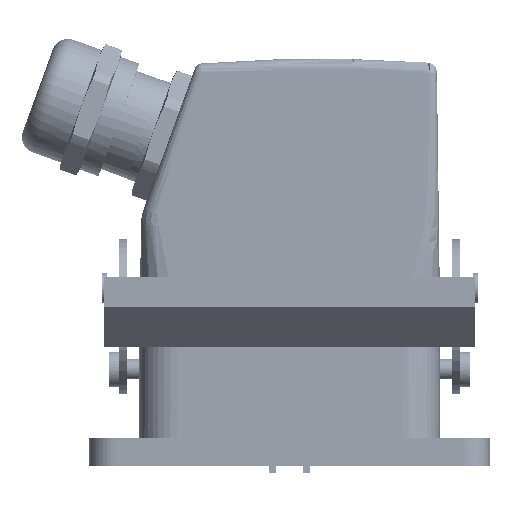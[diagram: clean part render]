
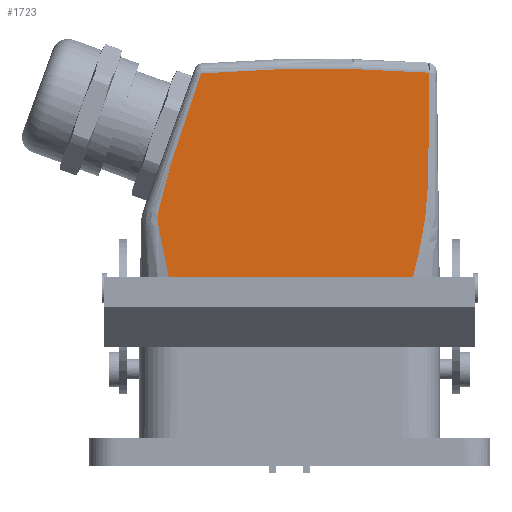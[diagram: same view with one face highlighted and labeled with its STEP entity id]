
A CAD part, left-side view. The second image highlights one B-rep face of the part: STEP entity #1723.
In plain terms, the highlighted planar face has unit normal (-1, 0, 0).
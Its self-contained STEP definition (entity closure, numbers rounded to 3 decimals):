
#1630=AXIS2_PLACEMENT_3D('Plane Axis2P3D',#1627,#1628,#1629) ;
#1634=AXIS2_PLACEMENT_3D('Circle Axis2P3D',#1632,#1633,$) ;
#419=CARTESIAN_POINT('Vertex',(19.5,17.425,30.75)) ;
#422=CARTESIAN_POINT('Line Origine',(19.5,39.947,30.75)) ;
#426=CARTESIAN_POINT('Vertex',(19.5,62.469,30.75)) ;
#1209=CARTESIAN_POINT('Vertex',(19.5,12.091,79.947)) ;
#1580=CARTESIAN_POINT('Control Point',(19.5,12.091,79.947)) ;
#1581=CARTESIAN_POINT('Control Point',(19.5,12.091,79.859)) ;
#1582=CARTESIAN_POINT('Control Point',(19.5,12.091,79.771)) ;
#1583=CARTESIAN_POINT('Control Point',(19.5,12.09,79.685)) ;
#1584=CARTESIAN_POINT('Control Point',(19.5,12.089,79.492)) ;
#1585=CARTESIAN_POINT('Control Point',(19.5,12.089,79.293)) ;
#1586=CARTESIAN_POINT('Control Point',(19.5,12.088,79.195)) ;
#1587=CARTESIAN_POINT('Control Point',(19.5,12.088,78.937)) ;
#1588=CARTESIAN_POINT('Control Point',(19.5,12.087,78.679)) ;
#1589=CARTESIAN_POINT('Control Point',(19.5,12.086,78.509)) ;
#1590=CARTESIAN_POINT('Control Point',(19.5,12.086,78.169)) ;
#1591=CARTESIAN_POINT('Control Point',(19.5,12.085,77.83)) ;
#1592=CARTESIAN_POINT('Control Point',(19.5,12.085,77.66)) ;
#1593=CARTESIAN_POINT('Control Point',(19.5,12.084,77.15)) ;
#1594=CARTESIAN_POINT('Control Point',(19.5,12.085,76.641)) ;
#1595=CARTESIAN_POINT('Control Point',(19.5,12.085,76.301)) ;
#1596=CARTESIAN_POINT('Control Point',(19.5,12.087,75.106)) ;
#1597=CARTESIAN_POINT('Control Point',(19.5,12.092,73.911)) ;
#1598=CARTESIAN_POINT('Control Point',(19.5,12.097,73.056)) ;
#1599=CARTESIAN_POINT('Control Point',(19.5,12.11,71.346)) ;
#1600=CARTESIAN_POINT('Control Point',(19.5,12.128,69.636)) ;
#1601=CARTESIAN_POINT('Control Point',(19.5,12.139,68.782)) ;
#1602=CARTESIAN_POINT('Control Point',(19.5,12.161,67.072)) ;
#1603=CARTESIAN_POINT('Control Point',(19.5,12.188,65.363)) ;
#1604=CARTESIAN_POINT('Control Point',(19.5,12.203,64.509)) ;
#1605=CARTESIAN_POINT('Control Point',(19.5,12.233,62.876)) ;
#1606=CARTESIAN_POINT('Control Point',(19.5,12.269,61.244)) ;
#1607=CARTESIAN_POINT('Control Point',(19.5,12.286,60.585)) ;
#1608=CARTESIAN_POINT('Control Point',(19.5,12.327,59.053)) ;
#1609=CARTESIAN_POINT('Control Point',(19.5,12.382,57.522)) ;
#1610=CARTESIAN_POINT('Control Point',(19.5,12.416,56.768)) ;
#1611=CARTESIAN_POINT('Control Point',(19.5,12.612,53.235)) ;
#1612=CARTESIAN_POINT('Control Point',(19.5,13.017,49.711)) ;
#1613=CARTESIAN_POINT('Control Point',(19.5,13.526,46.947)) ;
#1614=CARTESIAN_POINT('Control Point',(19.5,14.622,42.056)) ;
#1615=CARTESIAN_POINT('Control Point',(19.5,15.864,37.189)) ;
#1616=CARTESIAN_POINT('Control Point',(19.5,16.409,35.046)) ;
#1617=CARTESIAN_POINT('Control Point',(19.5,16.925,32.899)) ;
#1618=CARTESIAN_POINT('Control Point',(19.5,17.425,30.75)) ;
#1627=CARTESIAN_POINT('Axis2P3D Location',(19.5,-1.883,-0.414)) ;
#1632=CARTESIAN_POINT('Axis2P3D Location',(19.5,33.948,-217.25)) ;
#1636=CARTESIAN_POINT('Vertex',(19.5,57.699,79.802)) ;
#1640=CARTESIAN_POINT('Control Point',(19.5,57.699,79.802)) ;
#1641=CARTESIAN_POINT('Control Point',(19.5,57.747,79.665)) ;
#1642=CARTESIAN_POINT('Control Point',(19.5,57.795,79.529)) ;
#1643=CARTESIAN_POINT('Control Point',(19.5,57.839,79.402)) ;
#1644=CARTESIAN_POINT('Control Point',(19.5,57.921,79.167)) ;
#1645=CARTESIAN_POINT('Control Point',(19.5,58.,78.943)) ;
#1646=CARTESIAN_POINT('Control Point',(19.5,58.039,78.831)) ;
#1647=CARTESIAN_POINT('Control Point',(19.5,58.11,78.626)) ;
#1648=CARTESIAN_POINT('Control Point',(19.5,58.186,78.411)) ;
#1649=CARTESIAN_POINT('Control Point',(19.5,58.199,78.372)) ;
#1650=CARTESIAN_POINT('Control Point',(19.5,59.003,76.068)) ;
#1651=CARTESIAN_POINT('Control Point',(19.5,59.796,73.76)) ;
#1652=CARTESIAN_POINT('Control Point',(19.5,60.547,71.522)) ;
#1653=CARTESIAN_POINT('Control Point',(19.5,61.422,68.887)) ;
#1654=CARTESIAN_POINT('Control Point',(19.5,62.282,66.248)) ;
#1655=CARTESIAN_POINT('Control Point',(19.5,62.411,65.852)) ;
#1656=CARTESIAN_POINT('Control Point',(19.5,62.717,64.907)) ;
#1657=CARTESIAN_POINT('Control Point',(19.5,63.02,63.962)) ;
#1658=CARTESIAN_POINT('Control Point',(19.5,63.195,63.413)) ;
#1659=CARTESIAN_POINT('Control Point',(19.5,63.675,61.893)) ;
#1660=CARTESIAN_POINT('Control Point',(19.5,64.144,60.365)) ;
#1661=CARTESIAN_POINT('Control Point',(19.5,64.43,59.407)) ;
#1662=CARTESIAN_POINT('Control Point',(19.5,64.971,57.516)) ;
#1663=CARTESIAN_POINT('Control Point',(19.5,65.467,55.613)) ;
#1664=CARTESIAN_POINT('Control Point',(19.5,65.695,54.694)) ;
#1665=CARTESIAN_POINT('Control Point',(19.5,65.957,53.569)) ;
#1666=CARTESIAN_POINT('Control Point',(19.5,66.202,52.441)) ;
#1667=CARTESIAN_POINT('Control Point',(19.5,66.246,52.238)) ;
#1668=CARTESIAN_POINT('Control Point',(19.5,66.289,52.035)) ;
#1669=CARTESIAN_POINT('Control Point',(19.5,66.331,51.832)) ;
#1670=CARTESIAN_POINT('Vertex',(19.5,66.331,51.832)) ;
#1674=CARTESIAN_POINT('Control Point',(19.5,66.331,51.832)) ;
#1675=CARTESIAN_POINT('Control Point',(19.5,66.4,51.366)) ;
#1676=CARTESIAN_POINT('Control Point',(19.5,66.426,50.895)) ;
#1677=CARTESIAN_POINT('Control Point',(19.5,66.406,50.423)) ;
#1678=CARTESIAN_POINT('Control Point',(19.5,66.338,49.957)) ;
#1679=CARTESIAN_POINT('Control Point',(19.5,66.221,49.504)) ;
#1680=CARTESIAN_POINT('Vertex',(19.5,66.221,49.504)) ;
#1684=CARTESIAN_POINT('Control Point',(19.5,66.221,49.504)) ;
#1685=CARTESIAN_POINT('Control Point',(19.5,65.917,47.648)) ;
#1686=CARTESIAN_POINT('Control Point',(19.5,65.579,45.796)) ;
#1687=CARTESIAN_POINT('Control Point',(19.5,65.213,43.95)) ;
#1688=CARTESIAN_POINT('Control Point',(19.5,64.822,42.06)) ;
#1689=CARTESIAN_POINT('Control Point',(19.5,64.425,40.171)) ;
#1690=CARTESIAN_POINT('Control Point',(19.5,64.415,40.125)) ;
#1691=CARTESIAN_POINT('Control Point',(19.5,64.395,40.03)) ;
#1692=CARTESIAN_POINT('Control Point',(19.5,64.376,39.937)) ;
#1693=CARTESIAN_POINT('Control Point',(19.5,64.366,39.89)) ;
#1694=CARTESIAN_POINT('Control Point',(19.5,64.346,39.795)) ;
#1695=CARTESIAN_POINT('Control Point',(19.5,64.326,39.699)) ;
#1696=CARTESIAN_POINT('Control Point',(19.5,64.317,39.66)) ;
#1697=CARTESIAN_POINT('Control Point',(19.5,64.246,39.322)) ;
#1698=CARTESIAN_POINT('Control Point',(19.5,64.173,38.978)) ;
#1699=CARTESIAN_POINT('Control Point',(19.5,64.105,38.654)) ;
#1700=CARTESIAN_POINT('Control Point',(19.5,64.017,38.24)) ;
#1701=CARTESIAN_POINT('Control Point',(19.5,63.93,37.826)) ;
#1702=CARTESIAN_POINT('Control Point',(19.5,63.92,37.777)) ;
#1703=CARTESIAN_POINT('Control Point',(19.5,63.874,37.561)) ;
#1704=CARTESIAN_POINT('Control Point',(19.5,63.828,37.344)) ;
#1705=CARTESIAN_POINT('Control Point',(19.5,63.807,37.243)) ;
#1706=CARTESIAN_POINT('Control Point',(19.5,63.74,36.928)) ;
#1707=CARTESIAN_POINT('Control Point',(19.5,63.675,36.62)) ;
#1708=CARTESIAN_POINT('Control Point',(19.5,63.644,36.471)) ;
#1709=CARTESIAN_POINT('Control Point',(19.5,63.372,35.18)) ;
#1710=CARTESIAN_POINT('Control Point',(19.5,63.104,33.892)) ;
#1711=CARTESIAN_POINT('Control Point',(19.5,62.905,32.921)) ;
#1712=CARTESIAN_POINT('Control Point',(19.5,62.685,31.837)) ;
#1713=CARTESIAN_POINT('Control Point',(19.5,62.469,30.75)) ;
#423=DIRECTION('Vector Direction',(0.,-1.,0.)) ;
#1628=DIRECTION('Axis2P3D Direction',(-1.,0.,0.)) ;
#1629=DIRECTION('Axis2P3D XDirection',(0.,-0.17,0.985)) ;
#1633=DIRECTION('Axis2P3D Direction',(-1.,0.,0.)) ;
#424=VECTOR('Line Direction',#423,1.) ;
#1716=ORIENTED_EDGE('',*,*,#1638,.T.) ;
#1717=ORIENTED_EDGE('',*,*,#1672,.F.) ;
#1718=ORIENTED_EDGE('',*,*,#1682,.F.) ;
#1719=ORIENTED_EDGE('',*,*,#1714,.F.) ;
#1720=ORIENTED_EDGE('',*,*,#428,.T.) ;
#1721=ORIENTED_EDGE('',*,*,#1619,.T.) ;
#1723=ADVANCED_FACE('1652520000_S.1\\Hood',(#1722),#1631,.T.) ;
#1579=B_SPLINE_CURVE_WITH_KNOTS('',5,(#1580,#1581,#1582,#1583,#1584,#1585,#1586,#1587,#1588,#1589,#1590,#1591,#1592,#1593,#1594,#1595,#1596,#1597,#1598,#1599,#1600,#1601,#1602,#1603,#1604,#1605,#1606,#1607,#1608,#1609,#1610,#1611,#1612,#1613,#1614,#1615,#1616,#1617,#1618),.UNSPECIFIED.,.F.,.U.,(6,3,3,3,3,3,3,3,3,3,3,3,6),(5.046,5.484,5.922,6.768,7.614,9.306,13.566,17.826,22.086,25.965,29.726,43.602,54.52),.UNSPECIFIED.) ;
#1639=B_SPLINE_CURVE_WITH_KNOTS('',5,(#1640,#1641,#1642,#1643,#1644,#1645,#1646,#1647,#1648,#1649,#1650,#1651,#1652,#1653,#1654,#1655,#1656,#1657,#1658,#1659,#1660,#1661,#1662,#1663,#1664,#1665,#1666,#1667,#1668,#1669),.UNSPECIFIED.,.F.,.U.,(6,3,3,3,3,3,3,3,3,6),(0.,1.023,2.059,2.623,19.234,22.163,26.228,33.404,40.072,41.533),.UNSPECIFIED.) ;
#1673=B_SPLINE_CURVE_WITH_KNOTS('',5,(#1674,#1675,#1676,#1677,#1678,#1679),.UNSPECIFIED.,.F.,.U.,(6,6),(0.,3.322),.UNSPECIFIED.) ;
#1683=B_SPLINE_CURVE_WITH_KNOTS('',5,(#1684,#1685,#1686,#1687,#1688,#1689,#1690,#1691,#1692,#1693,#1694,#1695,#1696,#1697,#1698,#1699,#1700,#1701,#1702,#1703,#1704,#1705,#1706,#1707,#1708,#1709,#1710,#1711,#1712,#1713),.UNSPECIFIED.,.F.,.U.,(6,3,3,3,3,3,3,3,3,6),(0.,13.359,13.696,14.044,14.41,16.466,17.254,17.951,19.423,27.307),.UNSPECIFIED.) ;
#1635=CIRCLE('generated circle',#1634,298.) ;
#428=EDGE_CURVE('',#427,#420,#425,.T.) ;
#1619=EDGE_CURVE('',#420,#1210,#1579,.F.) ;
#1638=EDGE_CURVE('',#1210,#1637,#1635,.T.) ;
#1672=EDGE_CURVE('',#1671,#1637,#1639,.F.) ;
#1682=EDGE_CURVE('',#1681,#1671,#1673,.F.) ;
#1714=EDGE_CURVE('',#427,#1681,#1683,.F.) ;
#1715=EDGE_LOOP('',(#1716,#1717,#1718,#1719,#1720,#1721)) ;
#1722=FACE_OUTER_BOUND('',#1715,.T.) ;
#425=LINE('Line',#422,#424) ;
#1631=PLANE('',#1630) ;
#420=VERTEX_POINT('',#419) ;
#427=VERTEX_POINT('',#426) ;
#1210=VERTEX_POINT('',#1209) ;
#1637=VERTEX_POINT('',#1636) ;
#1671=VERTEX_POINT('',#1670) ;
#1681=VERTEX_POINT('',#1680) ;
